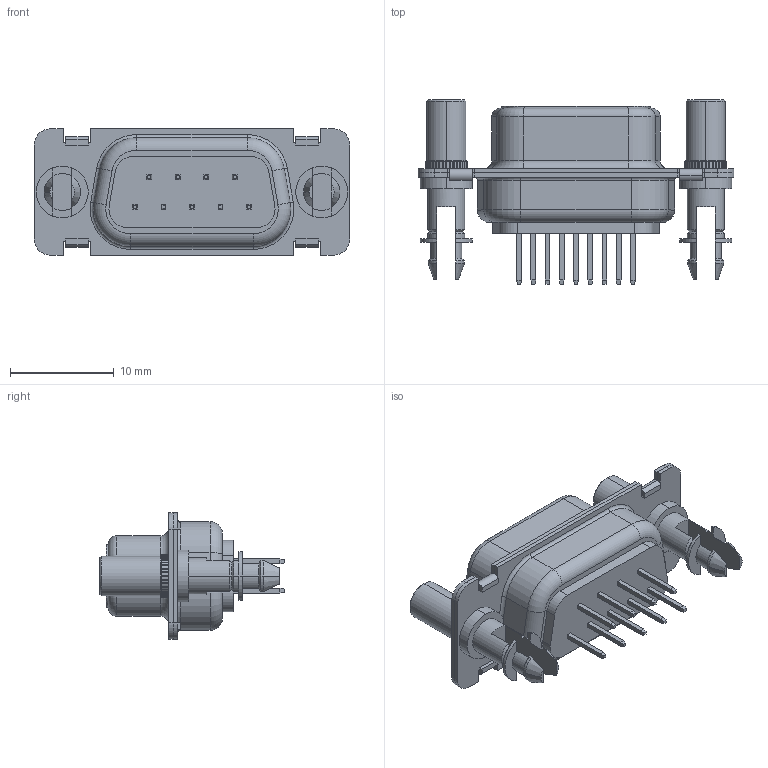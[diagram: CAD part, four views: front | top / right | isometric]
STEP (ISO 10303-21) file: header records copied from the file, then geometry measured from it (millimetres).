
FILE_DESCRIPTION (( 'STEP AP214' ), '1' );
FILE_NAME ('DEV09S364GTLF.STEP', '2022-06-14T06:53:50', ( '' ), ( '' ), 'SwSTEP 2.0', 'SolidWorks 2017', '' );
FILE_SCHEMA (( 'AUTOMOTIVE_DESIGN' ));
Length unit declared in the file: millimetre
Products named in the file (1): DEV09S364GTLF
Bounding box: 30.43 x 17.75 x 12.17 mm (x, y, z)
Volume: 2026.8 mm3; surface area: 3648.9 mm2
Topology: 14 solids, 14 shells, 686 faces, 1796 edges, 1158 vertices
Faces by surface type: plane 368, cylinder 246, cone 50, torus 16, bspline 6
Entity records: 24707 total; most frequent: CARTESIAN_POINT 7931, ORIENTED_EDGE 3592, DIRECTION 3336, EDGE_CURVE 1796, VERTEX_POINT 1158, AXIS2_PLACEMENT_3D 1147, LINE 1042, VECTOR 1042
